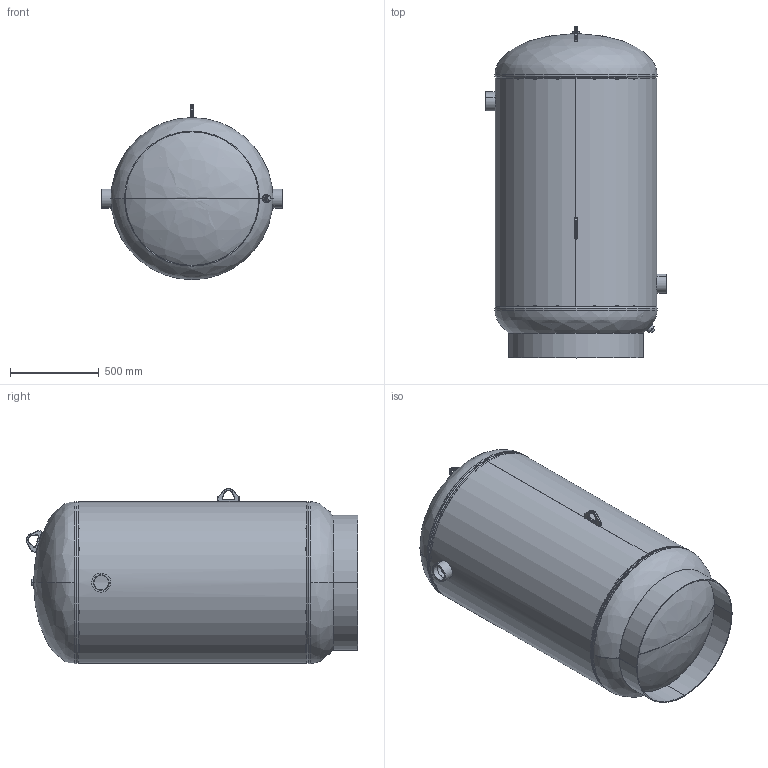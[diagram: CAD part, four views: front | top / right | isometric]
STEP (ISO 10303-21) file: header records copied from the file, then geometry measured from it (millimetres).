
FILE_DESCRIPTION (( 'STEP AP203' ), '1' );
FILE_NAME ('HBT-300-23.STEP', '2021-03-17T18:56:58', ( '' ), ( '' ), 'SwSTEP 2.0', 'SolidWorks 2021', '' );
FILE_SCHEMA (( 'CONFIG_CONTROL_DESIGN' ));
Length unit declared in the file: inch
Products named in the file (10): 9500050; 99B0377; PLUGS_9500150; 99Q0648; 9200210; Couplings_9500577; 9400542; 9500040; HBT-300-23
Assembly tree (11 placements, depth 2):
  HBT-300-23
    99B0377
    9200210
    9200210
    9500040
    9500050
    Couplings_9500577  x2
    PLUGS_9500150
    9400542  x2
    99Q0648
Bounding box: 1020.93 x 1871.74 x 989.13 mm (x, y, z)
Volume: 26435963.9 mm3; surface area: 12164257 mm2
Topology: 11 solids, 11 shells, 261 faces, 582 edges, 342 vertices
Faces by surface type: cylinder 112, torus 56, plane 53, cone 28, bspline 12
Entity records: 9585 total; most frequent: CARTESIAN_POINT 4136, DIRECTION 1014, ORIENTED_EDGE 840, AXIS2_PLACEMENT_3D 428, EDGE_CURVE 420, VERTEX_POINT 250, CIRCLE 236, EDGE_LOOP 208
